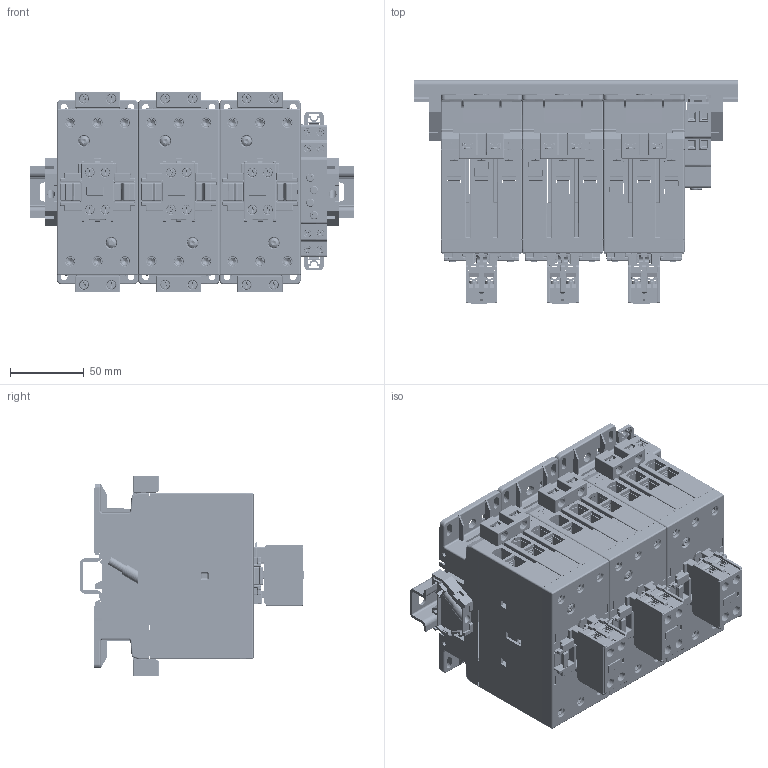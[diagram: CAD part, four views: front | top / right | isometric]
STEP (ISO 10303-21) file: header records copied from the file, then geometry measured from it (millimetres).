
FILE_DESCRIPTION(/* description */ (''),/* implementation_level */ '2;1');
FILE_NAME(/* name */ 'model1.stp',/* time_stamp */ '2020-01-09T11:42:16+01:00',/* author */ (''),/* organization */ (''),/* preprocessor_version */ 'ST-DEVELOPER v16',/* originating_system */ 'SIEMENS PLM Software NX 10.0',/* authorisation */ '');
FILE_SCHEMA (('AP203_CONFIGURATION_CONTROLLED_3D_DESIGN_OF_MECHANICAL_PARTS_AND_ASSEMBLIES_MIM_LF { 1 0 10303 403 2 1 2}'));
Products named in the file (1): Ferr0398A7ABu5gq
Bounding box: 220 x 151.67 x 136 mm (x, y, z)
Surface area: 298737.9 mm2 (no closed solid volume)
Topology: 0 solids, 2507 shells, 6730 faces, 36691 edges, 31761 vertices
Faces by surface type: plane 3985, cylinder 1846, torus 276, cone 232, sphere 229, bspline 162
Full cylindrical faces by diameter (mm): 2.85 x12, 3 x2, 3.4 x4, 3.54 x12, 5 x9, 5.6 x4, 6.2 x12
Entity records: 383929 total; most frequent: CARTESIAN_POINT 131663, ORIENTED_EDGE 43797, DIRECTION 41375, EDGE_CURVE 36050, VERTEX_POINT 31613, LINE 17271, VECTOR 17271, B_SPLINE_CURVE_WITH_KNOTS 13013
